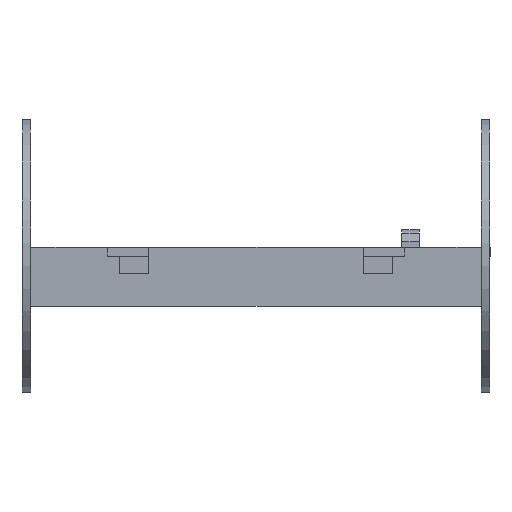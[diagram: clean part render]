
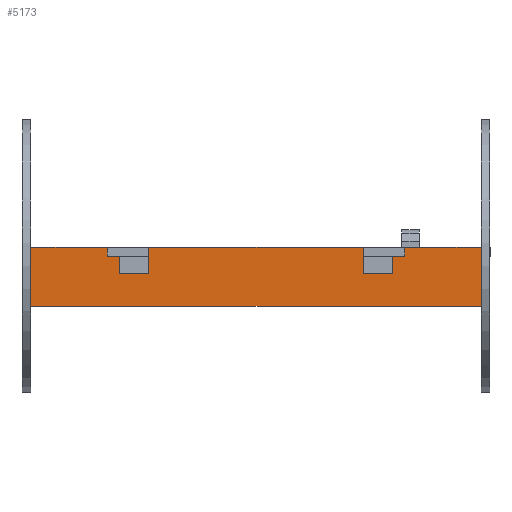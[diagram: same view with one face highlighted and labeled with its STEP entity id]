
A CAD part, top view. The second image highlights one B-rep face of the part: STEP entity #5173.
In plain terms, the highlighted face is planar.
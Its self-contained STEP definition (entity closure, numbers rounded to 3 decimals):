
#240=PLANE('',#5559);
#481=FACE_OUTER_BOUND('',#772,.T.);
#772=EDGE_LOOP('',(#4553,#4554,#4555,#4556,#4557,#4558,#4559,#4560,#4561,
#4562,#4563,#4564,#4565,#4566,#4567,#4568,#4569,#4570,#4571,#4572,#4573,
#4574,#4575,#4576));
#1235=LINE('',#8151,#1821);
#1238=LINE('',#8157,#1824);
#1241=LINE('',#8163,#1827);
#1244=LINE('',#8169,#1830);
#1247=LINE('',#8175,#1833);
#1250=LINE('',#8181,#1836);
#1253=LINE('',#8187,#1839);
#1256=LINE('',#8193,#1842);
#1259=LINE('',#8199,#1845);
#1262=LINE('',#8205,#1848);
#1265=LINE('',#8211,#1851);
#1268=LINE('',#8217,#1854);
#1271=LINE('',#8223,#1857);
#1274=LINE('',#8229,#1860);
#1277=LINE('',#8235,#1863);
#1280=LINE('',#8241,#1866);
#1283=LINE('',#8247,#1869);
#1286=LINE('',#8253,#1872);
#1289=LINE('',#8259,#1875);
#1292=LINE('',#8265,#1878);
#1295=LINE('',#8271,#1881);
#1298=LINE('',#8277,#1884);
#1301=LINE('',#8283,#1887);
#1304=LINE('',#8287,#1890);
#1821=VECTOR('',#6658,3.);
#1824=VECTOR('',#6663,5.);
#1827=VECTOR('',#6668,3.);
#1830=VECTOR('',#6673,4.);
#1833=VECTOR('',#6678,153.);
#1836=VECTOR('',#6683,4.);
#1839=VECTOR('',#6688,3.);
#1842=VECTOR('',#6693,5.);
#1845=VECTOR('',#6698,3.);
#1848=VECTOR('',#6703,11.);
#1851=VECTOR('',#6708,26.);
#1854=VECTOR('',#6713,3.);
#1857=VECTOR('',#6718,4.);
#1860=VECTOR('',#6723,6.);
#1863=VECTOR('',#6728,10.);
#1866=VECTOR('',#6733,9.);
#1869=VECTOR('',#6738,73.);
#1872=VECTOR('',#6743,9.);
#1875=VECTOR('',#6748,10.);
#1878=VECTOR('',#6753,6.);
#1881=VECTOR('',#6758,4.);
#1884=VECTOR('',#6763,3.);
#1887=VECTOR('',#6768,26.);
#1890=VECTOR('',#6773,11.);
#2515=VERTEX_POINT('',#8148);
#2516=VERTEX_POINT('',#8150);
#2518=VERTEX_POINT('',#8156);
#2520=VERTEX_POINT('',#8162);
#2522=VERTEX_POINT('',#8168);
#2524=VERTEX_POINT('',#8174);
#2526=VERTEX_POINT('',#8180);
#2528=VERTEX_POINT('',#8186);
#2530=VERTEX_POINT('',#8192);
#2532=VERTEX_POINT('',#8198);
#2534=VERTEX_POINT('',#8204);
#2536=VERTEX_POINT('',#8210);
#2538=VERTEX_POINT('',#8216);
#2540=VERTEX_POINT('',#8222);
#2542=VERTEX_POINT('',#8228);
#2544=VERTEX_POINT('',#8234);
#2546=VERTEX_POINT('',#8240);
#2548=VERTEX_POINT('',#8246);
#2550=VERTEX_POINT('',#8252);
#2552=VERTEX_POINT('',#8258);
#2554=VERTEX_POINT('',#8264);
#2556=VERTEX_POINT('',#8270);
#2558=VERTEX_POINT('',#8276);
#2560=VERTEX_POINT('',#8282);
#3181=EDGE_CURVE('',#2516,#2515,#1235,.T.);
#3184=EDGE_CURVE('',#2518,#2516,#1238,.T.);
#3187=EDGE_CURVE('',#2520,#2518,#1241,.T.);
#3190=EDGE_CURVE('',#2522,#2520,#1244,.T.);
#3193=EDGE_CURVE('',#2524,#2522,#1247,.T.);
#3196=EDGE_CURVE('',#2526,#2524,#1250,.T.);
#3199=EDGE_CURVE('',#2528,#2526,#1253,.T.);
#3202=EDGE_CURVE('',#2530,#2528,#1256,.T.);
#3205=EDGE_CURVE('',#2532,#2530,#1259,.T.);
#3208=EDGE_CURVE('',#2534,#2532,#1262,.T.);
#3211=EDGE_CURVE('',#2536,#2534,#1265,.T.);
#3214=EDGE_CURVE('',#2538,#2536,#1268,.T.);
#3217=EDGE_CURVE('',#2540,#2538,#1271,.T.);
#3220=EDGE_CURVE('',#2542,#2540,#1274,.T.);
#3223=EDGE_CURVE('',#2544,#2542,#1277,.T.);
#3226=EDGE_CURVE('',#2546,#2544,#1280,.T.);
#3229=EDGE_CURVE('',#2548,#2546,#1283,.T.);
#3232=EDGE_CURVE('',#2550,#2548,#1286,.T.);
#3235=EDGE_CURVE('',#2552,#2550,#1289,.T.);
#3238=EDGE_CURVE('',#2554,#2552,#1292,.T.);
#3241=EDGE_CURVE('',#2556,#2554,#1295,.T.);
#3244=EDGE_CURVE('',#2558,#2556,#1298,.T.);
#3247=EDGE_CURVE('',#2560,#2558,#1301,.T.);
#3250=EDGE_CURVE('',#2515,#2560,#1304,.T.);
#4553=ORIENTED_EDGE('',*,*,#3250,.T.);
#4554=ORIENTED_EDGE('',*,*,#3247,.T.);
#4555=ORIENTED_EDGE('',*,*,#3244,.T.);
#4556=ORIENTED_EDGE('',*,*,#3241,.T.);
#4557=ORIENTED_EDGE('',*,*,#3238,.T.);
#4558=ORIENTED_EDGE('',*,*,#3235,.T.);
#4559=ORIENTED_EDGE('',*,*,#3232,.T.);
#4560=ORIENTED_EDGE('',*,*,#3229,.T.);
#4561=ORIENTED_EDGE('',*,*,#3226,.T.);
#4562=ORIENTED_EDGE('',*,*,#3223,.T.);
#4563=ORIENTED_EDGE('',*,*,#3220,.T.);
#4564=ORIENTED_EDGE('',*,*,#3217,.T.);
#4565=ORIENTED_EDGE('',*,*,#3214,.T.);
#4566=ORIENTED_EDGE('',*,*,#3211,.T.);
#4567=ORIENTED_EDGE('',*,*,#3208,.T.);
#4568=ORIENTED_EDGE('',*,*,#3205,.T.);
#4569=ORIENTED_EDGE('',*,*,#3202,.T.);
#4570=ORIENTED_EDGE('',*,*,#3199,.T.);
#4571=ORIENTED_EDGE('',*,*,#3196,.T.);
#4572=ORIENTED_EDGE('',*,*,#3193,.T.);
#4573=ORIENTED_EDGE('',*,*,#3190,.T.);
#4574=ORIENTED_EDGE('',*,*,#3187,.T.);
#4575=ORIENTED_EDGE('',*,*,#3184,.T.);
#4576=ORIENTED_EDGE('',*,*,#3181,.T.);
#5173=ADVANCED_FACE('',(#481),#240,.T.);
#5559=AXIS2_PLACEMENT_3D('',#8289,#6776,#6777);
#6658=DIRECTION('',(0.,1.,0.));
#6663=DIRECTION('',(0.,0.,-1.));
#6668=DIRECTION('',(0.,-1.,0.));
#6673=DIRECTION('',(0.,0.,-1.));
#6678=DIRECTION('',(0.,-1.,0.));
#6683=DIRECTION('',(0.,0.,1.));
#6688=DIRECTION('',(0.,-1.,0.));
#6693=DIRECTION('',(0.,0.,1.));
#6698=DIRECTION('',(0.,1.,0.));
#6703=DIRECTION('',(0.,0.,1.));
#6708=DIRECTION('',(0.,1.,0.));
#6713=DIRECTION('',(0.,0.,-1.));
#6718=DIRECTION('',(0.,1.,0.));
#6723=DIRECTION('',(0.,0.,-1.));
#6728=DIRECTION('',(0.,1.,0.));
#6733=DIRECTION('',(0.,0.,1.));
#6738=DIRECTION('',(0.,1.,0.));
#6743=DIRECTION('',(0.,0.,-1.));
#6748=DIRECTION('',(0.,1.,0.));
#6753=DIRECTION('',(0.,0.,1.));
#6758=DIRECTION('',(0.,1.,0.));
#6763=DIRECTION('',(0.,0.,1.));
#6768=DIRECTION('',(0.,1.,0.));
#6773=DIRECTION('',(0.,0.,-1.));
#6776=DIRECTION('center_axis',(1.,0.,0.));
#6777=DIRECTION('ref_axis',(0.,0.,-1.));
#8148=CARTESIAN_POINT('',(3.,0.,11.));
#8150=CARTESIAN_POINT('',(3.,-3.,11.));
#8151=CARTESIAN_POINT('',(3.,0.,11.));
#8156=CARTESIAN_POINT('',(3.,-3.,16.));
#8157=CARTESIAN_POINT('',(3.,-3.,11.));
#8162=CARTESIAN_POINT('',(3.,0.,16.));
#8163=CARTESIAN_POINT('',(3.,-3.,16.));
#8168=CARTESIAN_POINT('',(3.,0.,20.));
#8169=CARTESIAN_POINT('',(3.,0.,16.));
#8174=CARTESIAN_POINT('',(3.,153.,20.));
#8175=CARTESIAN_POINT('',(3.,0.,20.));
#8180=CARTESIAN_POINT('',(3.,153.,16.));
#8181=CARTESIAN_POINT('',(3.,153.,20.));
#8186=CARTESIAN_POINT('',(3.,156.,16.));
#8187=CARTESIAN_POINT('',(3.,153.,16.));
#8192=CARTESIAN_POINT('',(3.,156.,11.));
#8193=CARTESIAN_POINT('',(3.,156.,16.));
#8198=CARTESIAN_POINT('',(3.,153.,11.));
#8199=CARTESIAN_POINT('',(3.,156.,11.));
#8204=CARTESIAN_POINT('',(3.,153.,0.));
#8205=CARTESIAN_POINT('',(3.,153.,11.));
#8210=CARTESIAN_POINT('',(3.,127.,0.));
#8211=CARTESIAN_POINT('',(3.,153.,0.));
#8216=CARTESIAN_POINT('',(3.,127.,3.));
#8217=CARTESIAN_POINT('',(3.,127.,0.));
#8222=CARTESIAN_POINT('',(3.,123.,3.));
#8223=CARTESIAN_POINT('',(3.,127.,3.));
#8228=CARTESIAN_POINT('',(3.,123.,9.));
#8229=CARTESIAN_POINT('',(3.,123.,3.));
#8234=CARTESIAN_POINT('',(3.,113.,9.));
#8235=CARTESIAN_POINT('',(3.,123.,9.));
#8240=CARTESIAN_POINT('',(3.,113.,0.));
#8241=CARTESIAN_POINT('',(3.,113.,9.));
#8246=CARTESIAN_POINT('',(3.,40.,0.));
#8247=CARTESIAN_POINT('',(3.,113.,0.));
#8252=CARTESIAN_POINT('',(3.,40.,9.));
#8253=CARTESIAN_POINT('',(3.,40.,0.));
#8258=CARTESIAN_POINT('',(3.,30.,9.));
#8259=CARTESIAN_POINT('',(3.,40.,9.));
#8264=CARTESIAN_POINT('',(3.,30.,3.));
#8265=CARTESIAN_POINT('',(3.,30.,9.));
#8270=CARTESIAN_POINT('',(3.,26.,3.));
#8271=CARTESIAN_POINT('',(3.,30.,3.));
#8276=CARTESIAN_POINT('',(3.,26.,0.));
#8277=CARTESIAN_POINT('',(3.,26.,3.));
#8282=CARTESIAN_POINT('',(3.,0.,0.));
#8283=CARTESIAN_POINT('',(3.,26.,0.));
#8287=CARTESIAN_POINT('',(3.,0.,0.));
#8289=CARTESIAN_POINT('Origin',(3.,76.5,10.122));
